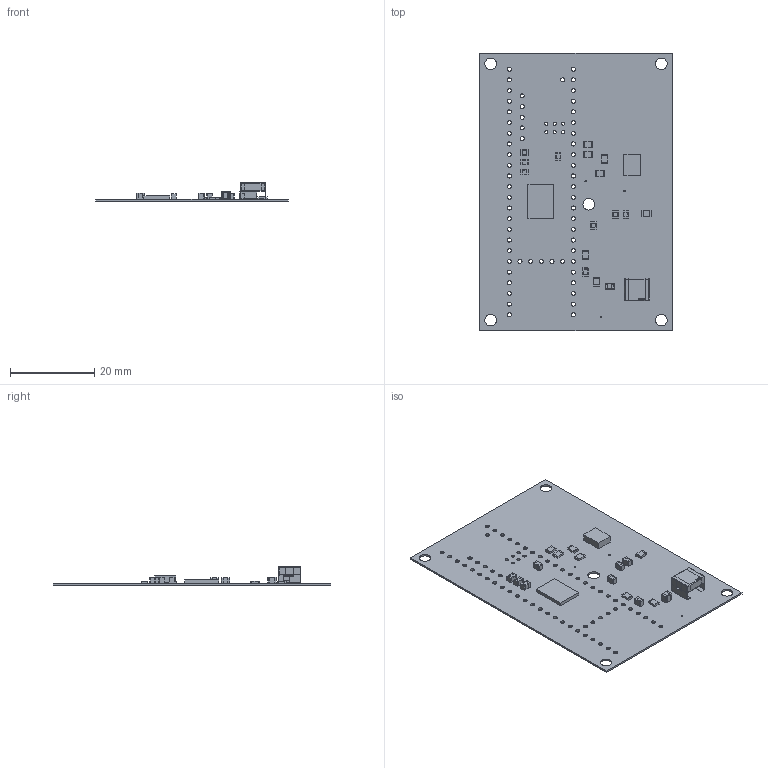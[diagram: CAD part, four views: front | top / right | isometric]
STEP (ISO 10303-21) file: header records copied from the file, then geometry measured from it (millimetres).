
FILE_DESCRIPTION(('Open CASCADE Model'),'2;1');
FILE_NAME('Open CASCADE Shape Model','2023-02-28T10:31:21',('Author'),( 'Open CASCADE'),'Open CASCADE STEP processor 7.5','Open CASCADE 7.5' ,'Unknown');
FILE_SCHEMA(('AUTOMOTIVE_DESIGN { 1 0 10303 214 1 1 1 1 }'));
Length unit declared in the file: millimetre
Products named in the file (61): PCB; Board; Open CASCADE STEP translator 7.5 1.1.1; L1; Ind_Taiyo_Yuden_LBM2016TR12J_eec; C9; Cap_Murata_GJ821BR71H105KA12L_eec; body; side; Murata; C8; C7; Cap_Murata_KRM55QR7YA226KH01L_eec; 1; 2; 3; Murata Logo 3; LT1413; 6165173088; Extruded; Open CASCADE STEP translator 7.5 1.7; 6165175328; R7; 6165174368; 6165174128; R6; R5; 6165173968; 6165173728; R4; R3; 6165175888; 6165176048; R2; R1; C6; Cap_Murata_GCJ21BR72E103KXJ3L_eec; terminals; logo; C5 ...
Assembly tree (82 placements, depth 4):
  PCB
    Board
      Open CASCADE STEP translator 7.5 1.1.1
    L1
      Ind_Taiyo_Yuden_LBM2016TR12J_eec
      Ind_Taiyo_Yuden_LBM2016TR12J_eec
      Ind_Taiyo_Yuden_LBM2016TR12J_eec
      Ind_Taiyo_Yuden_LBM2016TR12J_eec
      Ind_Taiyo_Yuden_LBM2016TR12J_eec
      Ind_Taiyo_Yuden_LBM2016TR12J_eec
    C9
      Cap_Murata_GJ821BR71H105KA12L_eec
        body
        side  x2
        Murata
    C8
      Cap_Murata_GJ821BR71H105KA12L_eec
        body
        side  x2
        Murata
    C7
      Cap_Murata_KRM55QR7YA226KH01L_eec
        1
        2
        3
        Murata Logo 3
    LT1413
      6165173088
        Extruded
    Open CASCADE STEP translator 7.5 1.7
      6165175328
        Extruded
    R7
      6165174368  x2
        Extruded
      6165174128
        Extruded
    R6
      6165174368  x2
        Extruded
      6165174128
        Extruded
    R5
      6165173968  x2
        Extruded
      6165173728
        Extruded
    R4
      6165174368  x2
        Extruded
      6165174128
        Extruded
    R3
      6165175888  x2
        Extruded
      6165176048
        Extruded
    R2
      6165176048
        Extruded
Bounding box: 45.72 x 66.04 x 4.31 mm (x, y, z)
Volume: 1393.3 mm3; surface area: 6795.2 mm2
Topology: 77 solids, 77 shells, 2774 faces, 7608 edges, 4980 vertices
Faces by surface type: bspline 1134, plane 1070, cylinder 482, sphere 80, torus 8
Full cylindrical faces by diameter (mm): 0.304 x3, 0.762 x6, 0.964 x59, 2.768 x5
Entity records: 48286 total; most frequent: CARTESIAN_POINT 15070, ORIENTED_EDGE 7286, DIRECTION 5520, EDGE_CURVE 3643, VERTEX_POINT 2390, LINE 1948, VECTOR 1948, AXIS2_PLACEMENT_3D 1786
